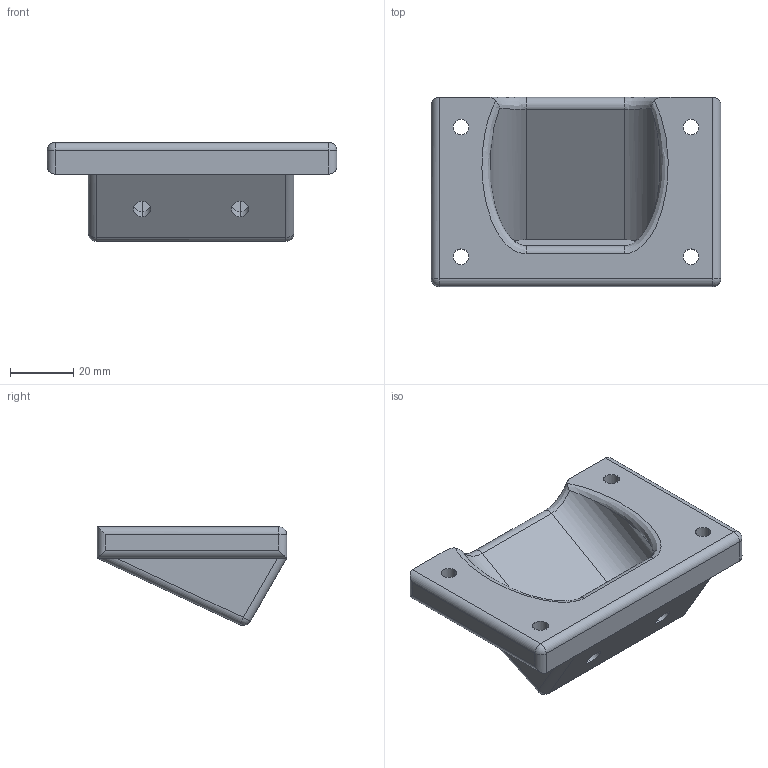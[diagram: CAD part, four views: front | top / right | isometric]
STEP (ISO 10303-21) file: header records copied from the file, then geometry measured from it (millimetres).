
FILE_DESCRIPTION (( 'STEP AP203' ), '1' );
FILE_NAME ('Limelight Mount.STEP', '2024-04-05T04:51:05', ( '' ), ( '' ), 'SwSTEP 2.0', 'SolidWorks 2022', '' );
FILE_SCHEMA (( 'CONFIG_CONTROL_DESIGN' ));
Length unit declared in the file: millimetre
Products named in the file (1): Limelight Mount
Bounding box: 91.57 x 59.82 x 31.25 mm (x, y, z)
Volume: 51698.5 mm3; surface area: 19369.8 mm2
Topology: 1 solids, 1 shells, 53 faces, 131 edges, 75 vertices
Faces by surface type: cylinder 30, plane 14, sphere 5, bspline 4
Entity records: 2249 total; most frequent: CARTESIAN_POINT 969, ORIENTED_EDGE 252, DIRECTION 248, EDGE_CURVE 126, AXIS2_PLACEMENT_3D 94, VERTEX_POINT 75, EDGE_LOOP 65, LINE 60
